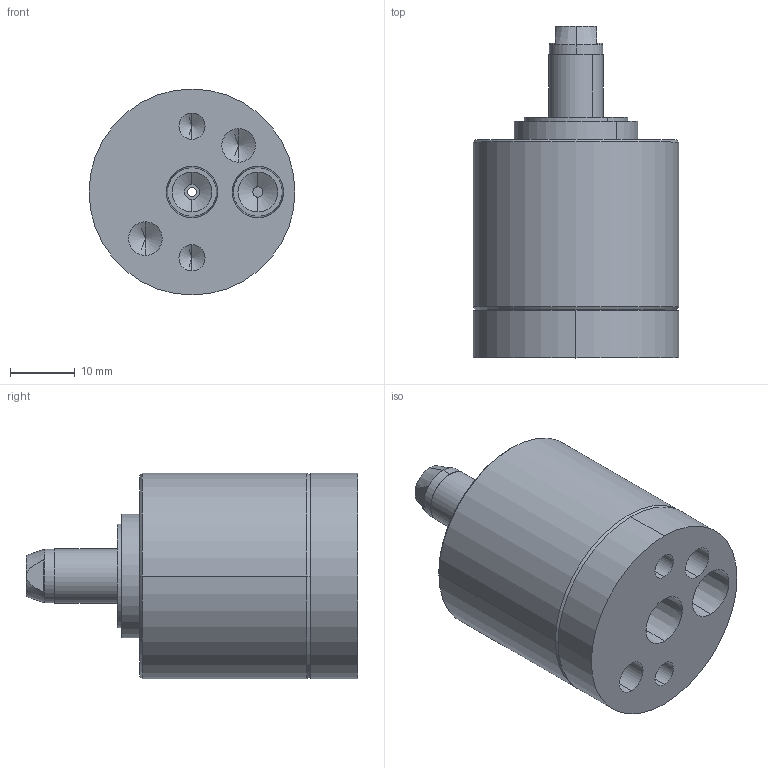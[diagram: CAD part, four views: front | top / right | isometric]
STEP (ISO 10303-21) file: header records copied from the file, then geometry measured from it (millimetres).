
FILE_DESCRIPTION (( 'STEP AP214' ), '1' );
FILE_NAME ('CTSC-001491.STEP', '2025-01-07T14:53:46', ( '' ), ( '' ), 'SwSTEP 2.0', 'SolidWorks 2023', '' );
FILE_SCHEMA (( 'AUTOMOTIVE_DESIGN' ));
Length unit declared in the file: inch
Products named in the file (1): CTSC-001491
Bounding box: 31.75 x 51.17 x 31.75 mm (x, y, z)
Volume: 26432.1 mm3; surface area: 8577.5 mm2
Topology: 1 solids, 2 shells, 93 faces, 205 edges, 124 vertices
Faces by surface type: cylinder 40, cone 27, plane 24, torus 2
Entity records: 3496 total; most frequent: DIRECTION 488, CARTESIAN_POINT 471, ORIENTED_EDGE 394, AXIS2_PLACEMENT_3D 205, EDGE_CURVE 197, VERTEX_POINT 124, EDGE_LOOP 113, CIRCLE 111
